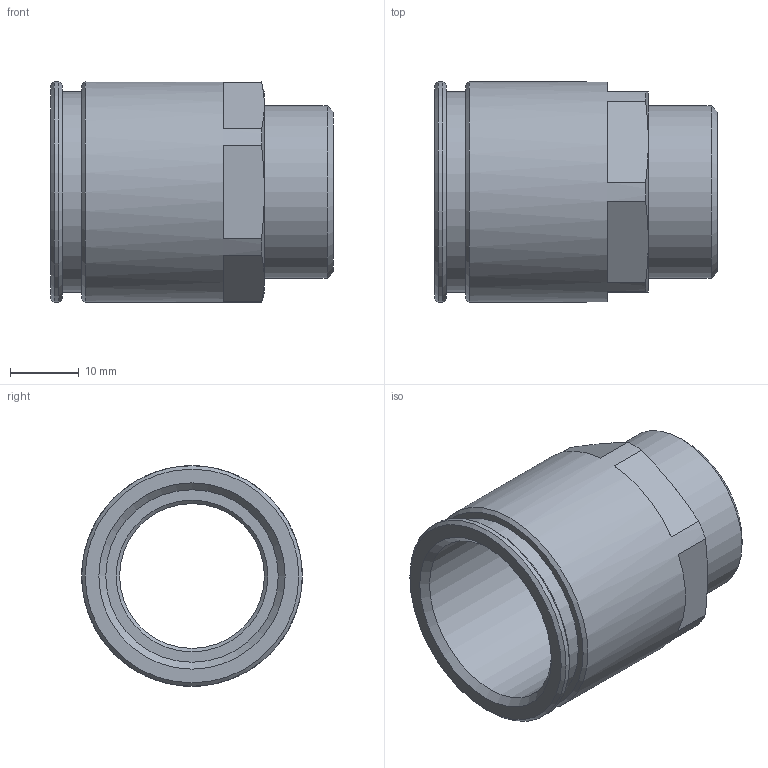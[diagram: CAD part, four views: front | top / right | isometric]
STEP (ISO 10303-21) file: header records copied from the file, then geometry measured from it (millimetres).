
FILE_DESCRIPTION( ( 'STEP AP214' ), '1' );
FILE_NAME( '6111-A25N.stp', '2018-12-14T19:36:53', ( '' ), ( '' ), ' ', 'PARTsolutions', ' ' );
FILE_SCHEMA( ( 'AUTOMOTIVE_DESIGN { 1 0 10303 214 1 1 1 1 }' ) );
Length unit declared in the file: millimetre
Products named in the file (1): _6111-A25N
Bounding box: 41 x 32 x 32 mm (x, y, z)
Volume: 10354.3 mm3; surface area: 7926.4 mm2
Topology: 1 solids, 1 shells, 36 faces, 78 edges, 48 vertices
Faces by surface type: plane 18, cone 12, cylinder 6
Full cylindrical faces by diameter (mm): 21 x1, 25 x2, 29 x1, 32 x2
Entity records: 1236 total; most frequent: CARTESIAN_POINT 189, DIRECTION 162, ORIENTED_EDGE 130, AXIS2_PLACEMENT_3D 72, EDGE_CURVE 65, EDGE_LOOP 54, VERTEX_POINT 47, FACE_OUTER_BOUND 42
